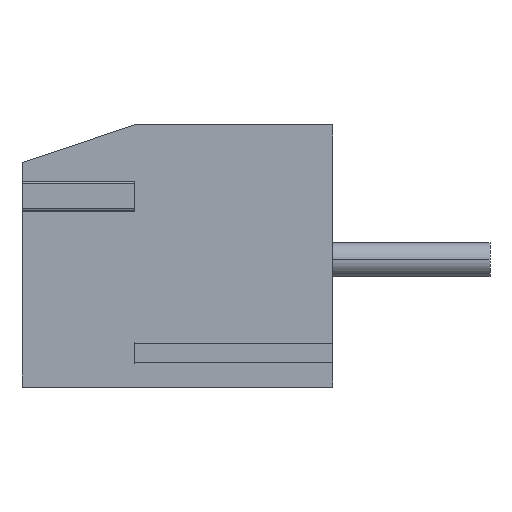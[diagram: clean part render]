
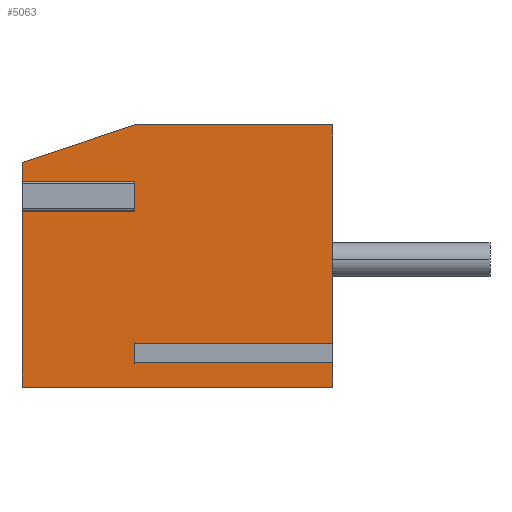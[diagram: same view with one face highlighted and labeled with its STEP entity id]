
A CAD part, left-side view. The second image highlights one B-rep face of the part: STEP entity #5063.
In plain terms, the highlighted planar face has unit normal (-1, 0, 0).
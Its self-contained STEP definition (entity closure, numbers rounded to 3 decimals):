
#134=DIRECTION('',(0.,0.,-1.));
#135=VECTOR('',#134,0.51);
#136=CARTESIAN_POINT('',(-10.5,3.3,-5.844));
#137=LINE('',#136,#135);
#138=DIRECTION('',(0.,1.,0.));
#139=VECTOR('',#138,5.3);
#140=CARTESIAN_POINT('',(-10.5,-2.,-6.354));
#141=LINE('',#140,#139);
#142=DIRECTION('',(0.,0.,-1.));
#143=VECTOR('',#142,0.646);
#144=CARTESIAN_POINT('',(-10.5,-2.,-6.354));
#145=LINE('',#144,#143);
#146=DIRECTION('',(0.,1.,0.));
#147=VECTOR('',#146,8.3);
#148=CARTESIAN_POINT('',(-10.5,-2.,-7.));
#149=LINE('',#148,#147);
#150=DIRECTION('',(0.,0.,1.));
#151=VECTOR('',#150,4.851);
#152=CARTESIAN_POINT('',(-10.5,6.3,-7.));
#153=LINE('',#152,#151);
#154=DIRECTION('',(0.,-1.,0.));
#155=VECTOR('',#154,3.);
#156=CARTESIAN_POINT('',(-10.5,6.3,-2.149));
#157=LINE('',#156,#155);
#158=DIRECTION('',(0.,0.,-1.));
#159=VECTOR('',#158,0.5);
#160=CARTESIAN_POINT('',(-10.5,3.3,-1.649));
#161=LINE('',#160,#159);
#162=DIRECTION('',(0.,-1.,0.));
#163=VECTOR('',#162,3.);
#164=CARTESIAN_POINT('',(-10.5,6.3,-1.649));
#165=LINE('',#164,#163);
#166=DIRECTION('',(0.,0.,1.));
#167=VECTOR('',#166,0.649);
#168=CARTESIAN_POINT('',(-10.5,6.3,-1.649));
#169=LINE('',#168,#167);
#170=DIRECTION('',(0.,-0.949,0.316));
#171=VECTOR('',#170,3.162);
#172=CARTESIAN_POINT('',(-10.5,6.3,-1.));
#173=LINE('',#172,#171);
#174=DIRECTION('',(0.,-1.,0.));
#175=VECTOR('',#174,5.3);
#176=CARTESIAN_POINT('',(-10.5,3.3,0.));
#177=LINE('',#176,#175);
#178=DIRECTION('',(0.,0.,-1.));
#179=VECTOR('',#178,5.844);
#180=CARTESIAN_POINT('',(-10.5,-2.,0.));
#181=LINE('',#180,#179);
#182=DIRECTION('',(0.,1.,0.));
#183=VECTOR('',#182,5.3);
#184=CARTESIAN_POINT('',(-10.5,-2.,-5.844));
#185=LINE('',#184,#183);
#3874=CARTESIAN_POINT('',(-10.5,-2.,-7.));
#3875=CARTESIAN_POINT('',(-10.5,6.3,-7.));
#3876=VERTEX_POINT('',#3874);
#3877=VERTEX_POINT('',#3875);
#3878=CARTESIAN_POINT('',(-10.5,6.3,-1.));
#3879=CARTESIAN_POINT('',(-10.5,3.3,0.));
#3880=VERTEX_POINT('',#3878);
#3881=VERTEX_POINT('',#3879);
#3882=CARTESIAN_POINT('',(-10.5,-2.,0.));
#3883=VERTEX_POINT('',#3882);
#3910=CARTESIAN_POINT('',(-10.5,6.3,-2.149));
#3911=CARTESIAN_POINT('',(-10.5,3.3,-2.149));
#3912=VERTEX_POINT('',#3910);
#3913=VERTEX_POINT('',#3911);
#3914=CARTESIAN_POINT('',(-10.5,6.3,-1.649));
#3915=VERTEX_POINT('',#3914);
#3916=CARTESIAN_POINT('',(-10.5,3.3,-1.649));
#3917=VERTEX_POINT('',#3916);
#3962=CARTESIAN_POINT('',(-10.5,3.3,-5.844));
#3963=CARTESIAN_POINT('',(-10.5,3.3,-6.354));
#3964=VERTEX_POINT('',#3962);
#3965=VERTEX_POINT('',#3963);
#3966=CARTESIAN_POINT('',(-10.5,-2.,-5.844));
#3967=VERTEX_POINT('',#3966);
#3968=CARTESIAN_POINT('',(-10.5,-2.,-6.354));
#3969=VERTEX_POINT('',#3968);
#5030=CARTESIAN_POINT('',(-10.5,0.,0.));
#5031=DIRECTION('',(1.,0.,0.));
#5032=DIRECTION('',(0.,0.,-1.));
#5033=AXIS2_PLACEMENT_3D('',#5030,#5031,#5032);
#5034=PLANE('',#5033);
#5036=ORIENTED_EDGE('',*,*,#5035,.T.);
#5038=ORIENTED_EDGE('',*,*,#5037,.F.);
#5040=ORIENTED_EDGE('',*,*,#5039,.T.);
#5042=ORIENTED_EDGE('',*,*,#5041,.T.);
#5044=ORIENTED_EDGE('',*,*,#5043,.T.);
#5046=ORIENTED_EDGE('',*,*,#5045,.T.);
#5048=ORIENTED_EDGE('',*,*,#5047,.F.);
#5050=ORIENTED_EDGE('',*,*,#5049,.F.);
#5052=ORIENTED_EDGE('',*,*,#5051,.T.);
#5054=ORIENTED_EDGE('',*,*,#5053,.T.);
#5056=ORIENTED_EDGE('',*,*,#5055,.T.);
#5058=ORIENTED_EDGE('',*,*,#5057,.T.);
#5060=ORIENTED_EDGE('',*,*,#5059,.T.);
#5061=EDGE_LOOP('',(#5036,#5038,#5040,#5042,#5044,#5046,#5048,#5050,#5052,#5054,
#5056,#5058,#5060));
#5062=FACE_OUTER_BOUND('',#5061,.F.);
#5035=EDGE_CURVE('',#3964,#3965,#137,.T.);
#5037=EDGE_CURVE('',#3969,#3965,#141,.T.);
#5039=EDGE_CURVE('',#3969,#3876,#145,.T.);
#5041=EDGE_CURVE('',#3876,#3877,#149,.T.);
#5043=EDGE_CURVE('',#3877,#3912,#153,.T.);
#5045=EDGE_CURVE('',#3912,#3913,#157,.T.);
#5047=EDGE_CURVE('',#3917,#3913,#161,.T.);
#5049=EDGE_CURVE('',#3915,#3917,#165,.T.);
#5051=EDGE_CURVE('',#3915,#3880,#169,.T.);
#5053=EDGE_CURVE('',#3880,#3881,#173,.T.);
#5055=EDGE_CURVE('',#3881,#3883,#177,.T.);
#5057=EDGE_CURVE('',#3883,#3967,#181,.T.);
#5059=EDGE_CURVE('',#3967,#3964,#185,.T.);
#5063=ADVANCED_FACE('',(#5062),#5034,.F.);
